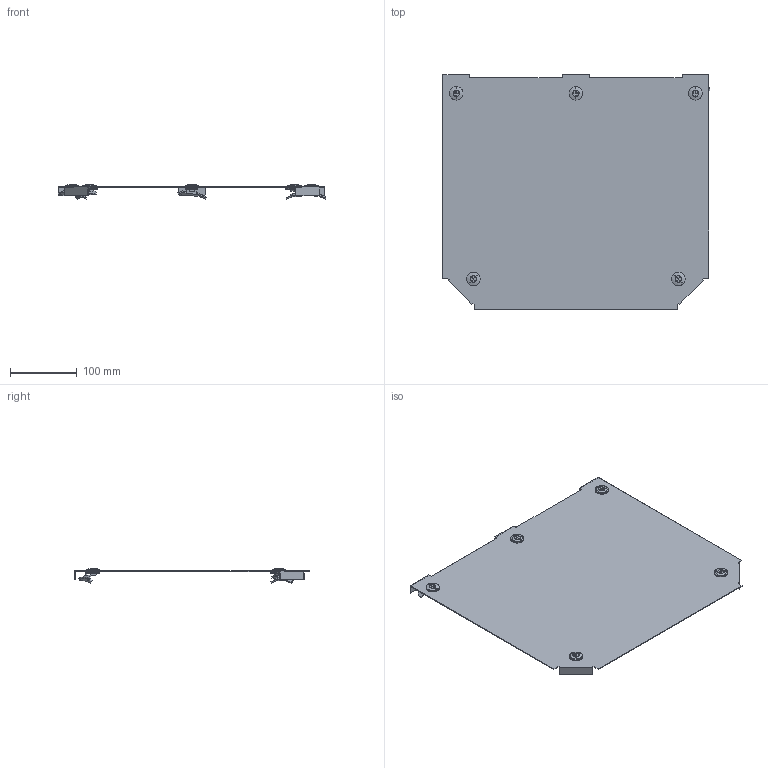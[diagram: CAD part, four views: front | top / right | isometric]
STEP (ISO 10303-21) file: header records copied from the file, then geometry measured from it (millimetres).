
FILE_DESCRIPTION (( 'STEP AP214' ), '1' );
FILE_NAME ('7138796.STEP', '2019-11-13T10:35:19', ( '' ), ( '' ), 'SwSTEP 2.0', 'SolidWorks 2018', '' );
FILE_SCHEMA (( 'AUTOMOTIVE_DESIGN' ));
Length unit declared in the file: millimetre
Products named in the file (5): 099600_Standard_1; 109905_quadratisch_1; 7138796; 048280_NB=300 d-16,5 f〉 Helix-Drehriegel; 120072_Standard_1
Assembly tree (8 placements, depth 3):
  7138796
    048280_NB=300 d-16,5 f〉 Helix-Drehriegel
    120072_Standard_1  x5
      099600_Standard_1
      109905_quadratisch_1
Bounding box: 399.85 x 350.74 x 21.36 mm (x, y, z)
Volume: 152072.9 mm3; surface area: 291354.5 mm2
Topology: 11 solids, 11 shells, 452 faces, 1185 edges, 760 vertices
Faces by surface type: plane 205, bspline 160, cone 65, cylinder 22
Entity records: 6762 total; most frequent: CARTESIAN_POINT 3460, ORIENTED_EDGE 710, DIRECTION 548, EDGE_CURVE 355, VERTEX_POINT 232, VECTOR 210, LINE 210, AXIS2_PLACEMENT_3D 169
